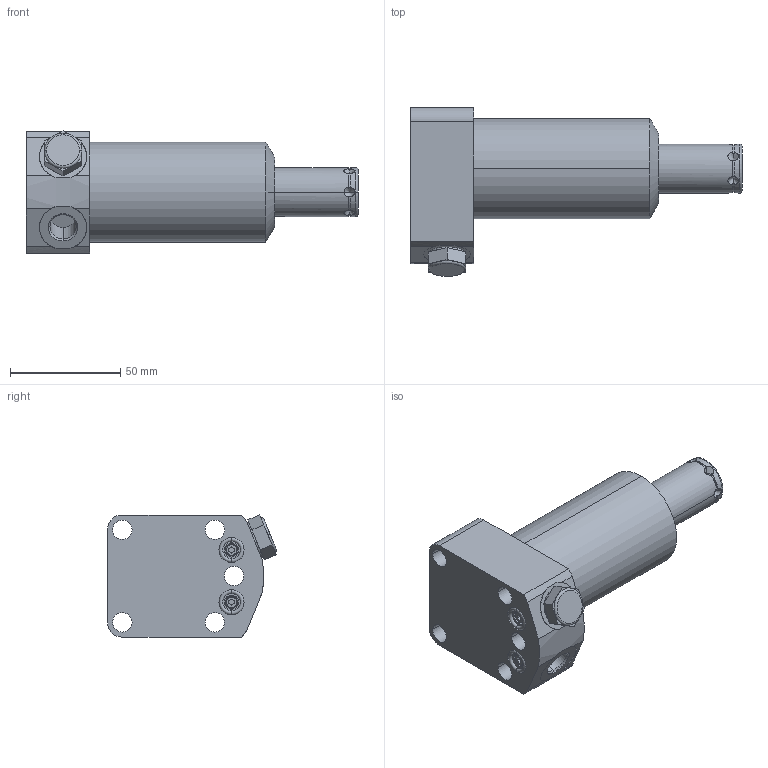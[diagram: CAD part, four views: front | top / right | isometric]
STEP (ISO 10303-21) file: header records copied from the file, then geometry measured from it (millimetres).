
FILE_DESCRIPTION((''),'2;1');
FILE_NAME('ILCM41421112','2018-10-03T',('ngp'),(''),'PRO/ENGINEER BY PARAMETRIC TECHNOLOGY CORPORATION, 2013320','PRO/ENGINEER BY PARAMETRIC TECHNOLOGY CORPORATION, 2013320','');
FILE_SCHEMA(('AUTOMOTIVE_DESIGN { 1 0 10303 214 1 1 1 1 }'));
Length unit declared in the file: millimetre
Products named in the file (1): ILCM41421112
Bounding box: 150.71 x 76.65 x 55.44 mm (x, y, z)
Volume: 242527.7 mm3; surface area: 35264.1 mm2
Topology: 1 solids, 3 shells, 165 faces, 416 edges, 259 vertices
Faces by surface type: plane 72, cylinder 61, cone 24, torus 8
Entity records: 6582 total; most frequent: CARTESIAN_POINT 1224, DIRECTION 828, ORIENTED_EDGE 800, PRESENTATION_STYLE_ASSIGNMENT 418, STYLED_ITEM 404, CURVE_STYLE 402, EDGE_CURVE 402, AXIS2_PLACEMENT_3D 332
